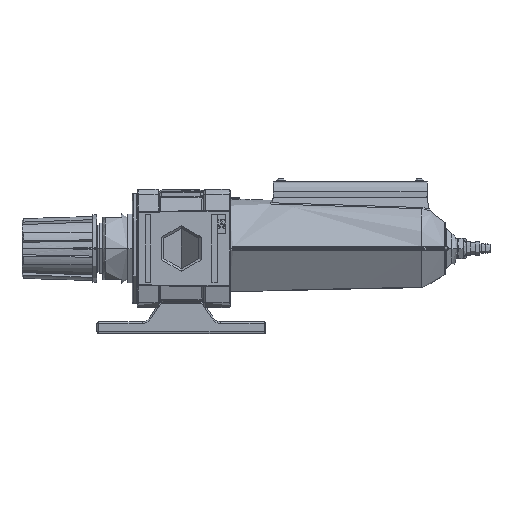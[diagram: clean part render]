
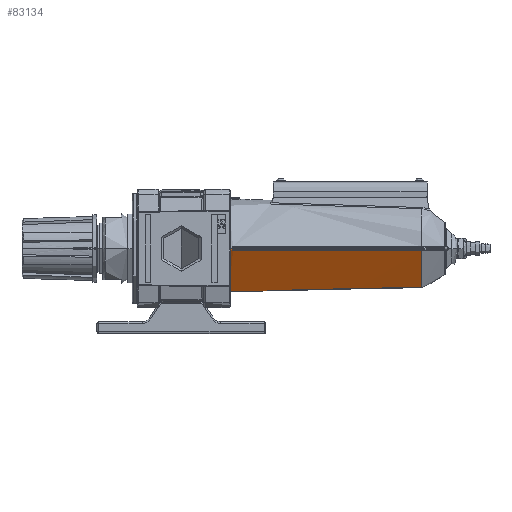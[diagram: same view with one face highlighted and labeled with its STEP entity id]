
A CAD part, left-side view. The second image highlights one B-rep face of the part: STEP entity #83134.
In plain terms, the highlighted conical face has half-angle 1.5 degrees and reference radius 29.259 mm.
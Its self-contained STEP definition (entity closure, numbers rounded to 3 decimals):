
#131 = EDGE_CURVE ( 'NONE', #42450, #110976, #50305, .T. ) ;
#317 = CONICAL_SURFACE ( 'NONE', #76728, 29.259, 0.026 ) ;
#583 = VERTEX_POINT ( 'NONE', #73316 ) ;
#1980 = CARTESIAN_POINT ( 'NONE',  ( -29.207, 0., 65.647 ) ) ;
#3687 = CARTESIAN_POINT ( 'NONE',  ( 29.177, 1., 65.151 ) ) ;
#5140 = CARTESIAN_POINT ( 'NONE',  ( -29.196, 0.759, 65.598 ) ) ;
#6700 = DIRECTION ( 'NONE',  ( 1., 0., 0. ) ) ;
#7345 = DIRECTION ( 'NONE',  ( 1., 0., 0. ) ) ;
#8628 = VERTEX_POINT ( 'NONE', #92457 ) ;
#8955 = CARTESIAN_POINT ( 'NONE',  ( 29.203, 0.5, 65.651 ) ) ;
#13359 = EDGE_CURVE ( 'NONE', #54843, #42450, #76323, .T. ) ;
#14134 = EDGE_LOOP ( 'NONE', ( #113060, #28804, #44473, #17823, #114238, #91448, #51329, #85402, #29041, #17213, #17164 ) ) ;
#14934 = CARTESIAN_POINT ( 'NONE',  ( -29.203, 0.496, 65.651 ) ) ;
#17164 = ORIENTED_EDGE ( 'NONE', *, *, #75225, .T. ) ;
#17213 = ORIENTED_EDGE ( 'NONE', *, *, #30866, .T. ) ;
#17823 = ORIENTED_EDGE ( 'NONE', *, *, #94829, .F. ) ;
#18248 = CARTESIAN_POINT ( 'NONE',  ( 29.203, 0.496, 65.651 ) ) ;
#18901 = VECTOR ( 'NONE', #112767, 1000. ) ;
#21148 = CARTESIAN_POINT ( 'NONE',  ( 26.25, 1., -46.545 ) ) ;
#23232 = CARTESIAN_POINT ( 'NONE',  ( 27.686, 1., 8.273 ) ) ;
#24157 = EDGE_CURVE ( 'NONE', #110093, #72021, #54865, .T. ) ;
#24392 = CARTESIAN_POINT ( 'NONE',  ( 29.2, 0.632, 65.651 ) ) ;
#25345 = EDGE_CURVE ( 'NONE', #102518, #64990, #45513, .T. ) ;
#28804 = ORIENTED_EDGE ( 'NONE', *, *, #24157, .T. ) ;
#29041 = ORIENTED_EDGE ( 'NONE', *, *, #25345, .T. ) ;
#29157 = VECTOR ( 'NONE', #91875, 1000. ) ;
#30866 = EDGE_CURVE ( 'NONE', #64990, #90985, #103986, .T. ) ;
#31885 = CARTESIAN_POINT ( 'NONE',  ( -29.205, 0.33, 65.65 ) ) ;
#32934 = CARTESIAN_POINT ( 'NONE',  ( 26.729, 1., -28.272 ) ) ;
#32952 = CARTESIAN_POINT ( 'NONE',  ( 29.203, 0.497, 65.651 ) ) ;
#33264 = CARTESIAN_POINT ( 'NONE',  ( 29.203, 0.5, 65.651 ) ) ;
#35739 = CARTESIAN_POINT ( 'NONE',  ( 29.259, 0., 67.634 ) ) ;
#35971 = AXIS2_PLACEMENT_3D ( 'NONE', #123319, #65349, #7345 ) ;
#36571 = VERTEX_POINT ( 'NONE', #117384 ) ;
#39517 = CARTESIAN_POINT ( 'NONE',  ( 29.207, 0., 65.647 ) ) ;
#39891 = CARTESIAN_POINT ( 'NONE',  ( 0., 0., 67.634 ) ) ;
#41168 = CARTESIAN_POINT ( 'NONE',  ( 29.203, 0.496, 65.651 ) ) ;
#41543 = CARTESIAN_POINT ( 'NONE',  ( -29.207, 0.165, 65.648 ) ) ;
#41980 = CARTESIAN_POINT ( 'NONE',  ( -26.25, 1., -46.545 ) ) ;
#42450 = VERTEX_POINT ( 'NONE', #41168 ) ;
#42630 = CARTESIAN_POINT ( 'NONE',  ( 29.203, 0.496, 65.651 ) ) ;
#43779 = CARTESIAN_POINT ( 'NONE',  ( 29.185, 0.946, 65.413 ) ) ;
#44473 = ORIENTED_EDGE ( 'NONE', *, *, #99886, .T. ) ;
#45513 = CIRCLE ( 'NONE', #35971, 26.269 ) ;
#49631 = DIRECTION ( 'NONE',  ( 1., 0., 0. ) ) ;
#50305 = B_SPLINE_CURVE_WITH_KNOTS ( 'NONE', 3,
 ( #42630, #32952, #71471, #110376 ),
 .UNSPECIFIED., .F., .F.,
 ( 4, 4 ),
 ( 0., 0. ),
 .UNSPECIFIED. ) ;
#51329 = ORIENTED_EDGE ( 'NONE', *, *, #60681, .T. ) ;
#51699 = CARTESIAN_POINT ( 'NONE',  ( -28.12, 1., 24.807 ) ) ;
#53368 = CARTESIAN_POINT ( 'NONE',  ( -29.177, 1., 65.151 ) ) ;
#53492 = CARTESIAN_POINT ( 'NONE',  ( 29.177, 1., 65.151 ) ) ;
#54843 = VERTEX_POINT ( 'NONE', #39517 ) ;
#54865 = LINE ( 'NONE', #72411, #29157 ) ;
#60681 = EDGE_CURVE ( 'NONE', #110976, #8628, #65397, .T. ) ;
#61464 = CARTESIAN_POINT ( 'NONE',  ( -29.177, 1., 65.151 ) ) ;
#61691 = CARTESIAN_POINT ( 'NONE',  ( 28.68, 1., 46.192 ) ) ;
#63168 = CARTESIAN_POINT ( 'NONE',  ( -29.185, 0.945, 65.414 ) ) ;
#64927 = CARTESIAN_POINT ( 'NONE',  ( -29.177, 1., 65.151 ) ) ;
#64990 = VERTEX_POINT ( 'NONE', #78235 ) ;
#65349 = DIRECTION ( 'NONE',  ( 0., 0., 1. ) ) ;
#65397 = B_SPLINE_CURVE_WITH_KNOTS ( 'NONE', 3,
 ( #33264, #24392, #101817, #43779, #111528, #53492 ),
 .UNSPECIFIED., .F., .F.,
 ( 4, 2, 4 ),
 ( 0., 0., 0.001 ),
 .UNSPECIFIED. ) ;
#67269 = CIRCLE ( 'NONE', #69440, 29.259 ) ;
#68230 = CARTESIAN_POINT ( 'NONE',  ( -29.259, 0., 67.634 ) ) ;
#69440 = AXIS2_PLACEMENT_3D ( 'NONE', #39891, #107691, #49631 ) ;
#71471 = CARTESIAN_POINT ( 'NONE',  ( 29.203, 0.499, 65.651 ) ) ;
#72021 = VERTEX_POINT ( 'NONE', #68230 ) ;
#72411 = CARTESIAN_POINT ( 'NONE',  ( -29.259, 0., 67.634 ) ) ;
#72931 = CARTESIAN_POINT ( 'NONE',  ( -29.2, 0.628, 65.652 ) ) ;
#73316 = CARTESIAN_POINT ( 'NONE',  ( 29.259, 0., 67.634 ) ) ;
#73475 = B_SPLINE_CURVE_WITH_KNOTS ( 'NONE', 3,
 ( #99603, #31885, #41543, #109360 ),
 .UNSPECIFIED., .F., .F.,
 ( 4, 4 ),
 ( 0., 1. ),
 .UNSPECIFIED. ) ;
#74477 = CARTESIAN_POINT ( 'NONE',  ( 0., 0., 67.634 ) ) ;
#75225 = EDGE_CURVE ( 'NONE', #90985, #36571, #105523, .T. ) ;
#76201 = CARTESIAN_POINT ( 'NONE',  ( 29.205, 0.33, 65.65 ) ) ;
#76323 = B_SPLINE_CURVE_WITH_KNOTS ( 'NONE', 3,
 ( #124453, #104996, #76201, #18248 ),
 .UNSPECIFIED., .F., .F.,
 ( 4, 4 ),
 ( 0., 1. ),
 .UNSPECIFIED. ) ;
#76728 = AXIS2_PLACEMENT_3D ( 'NONE', #74477, #93955, #6700 ) ;
#78235 = CARTESIAN_POINT ( 'NONE',  ( -26.25, 1., -46.545 ) ) ;
#81222 = CARTESIAN_POINT ( 'NONE',  ( 28.183, 1., 27.232 ) ) ;
#83134 = ADVANCED_FACE ( 'NONE', ( #89842 ), #317, .T. ) ;
#85402 = ORIENTED_EDGE ( 'NONE', *, *, #98517, .T. ) ;
#89842 = FACE_OUTER_BOUND ( 'NONE', #14134, .T. ) ;
#90332 = CARTESIAN_POINT ( 'NONE',  ( -26.697, 1., -29.485 ) ) ;
#90951 = CARTESIAN_POINT ( 'NONE',  ( 27.207, 1., -10. ) ) ;
#90985 = VERTEX_POINT ( 'NONE', #64927 ) ;
#91448 = ORIENTED_EDGE ( 'NONE', *, *, #131, .T. ) ;
#91875 = DIRECTION ( 'NONE',  ( -0.026, 0., 1. ) ) ;
#92457 = CARTESIAN_POINT ( 'NONE',  ( 29.177, 1., 65.151 ) ) ;
#93955 = DIRECTION ( 'NONE',  ( 0., 0., 1. ) ) ;
#94829 = EDGE_CURVE ( 'NONE', #54843, #583, #121830, .T. ) ;
#98517 = EDGE_CURVE ( 'NONE', #8628, #102518, #109231, .T. ) ;
#99603 = CARTESIAN_POINT ( 'NONE',  ( -29.203, 0.496, 65.651 ) ) ;
#99886 = EDGE_CURVE ( 'NONE', #72021, #583, #67269, .T. ) ;
#100020 = CARTESIAN_POINT ( 'NONE',  ( -27.144, 1., -12.425 ) ) ;
#100659 = CARTESIAN_POINT ( 'NONE',  ( 26.25, 1., -46.545 ) ) ;
#101817 = CARTESIAN_POINT ( 'NONE',  ( 29.196, 0.761, 65.597 ) ) ;
#102518 = VERTEX_POINT ( 'NONE', #21148 ) ;
#103986 = B_SPLINE_CURVE_WITH_KNOTS ( 'NONE', 3,
 ( #41980, #90332, #100020, #109746, #51699, #119465, #61464 ),
 .UNSPECIFIED., .F., .F.,
 ( 4, 3, 4 ),
 ( 0., 0.051, 0.112 ),
 .UNSPECIFIED. ) ;
#104996 = CARTESIAN_POINT ( 'NONE',  ( 29.207, 0.165, 65.648 ) ) ;
#105523 = B_SPLINE_CURVE_WITH_KNOTS ( 'NONE', 3,
 ( #53368, #121154, #63168, #5140, #72931, #14934 ),
 .UNSPECIFIED., .F., .F.,
 ( 4, 2, 4 ),
 ( 0., 0., 0.001 ),
 .UNSPECIFIED. ) ;
#105543 = EDGE_CURVE ( 'NONE', #36571, #110093, #73475, .T. ) ;
#107691 = DIRECTION ( 'NONE',  ( 0., 0., -1. ) ) ;
#109231 = B_SPLINE_CURVE_WITH_KNOTS ( 'NONE', 3,
 ( #3687, #61691, #81222, #23232, #90951, #32934, #100659 ),
 .UNSPECIFIED., .F., .F.,
 ( 4, 3, 4 ),
 ( 0., 0.057, 0.112 ),
 .UNSPECIFIED. ) ;
#109360 = CARTESIAN_POINT ( 'NONE',  ( -29.207, 0., 65.647 ) ) ;
#109746 = CARTESIAN_POINT ( 'NONE',  ( -27.591, 1., 4.635 ) ) ;
#110093 = VERTEX_POINT ( 'NONE', #1980 ) ;
#110376 = CARTESIAN_POINT ( 'NONE',  ( 29.203, 0.5, 65.651 ) ) ;
#110976 = VERTEX_POINT ( 'NONE', #8955 ) ;
#111528 = CARTESIAN_POINT ( 'NONE',  ( 29.18, 1., 65.283 ) ) ;
#112767 = DIRECTION ( 'NONE',  ( 0.026, 0., 1. ) ) ;
#113060 = ORIENTED_EDGE ( 'NONE', *, *, #105543, .T. ) ;
#114238 = ORIENTED_EDGE ( 'NONE', *, *, #13359, .T. ) ;
#117384 = CARTESIAN_POINT ( 'NONE',  ( -29.203, 0.496, 65.651 ) ) ;
#119465 = CARTESIAN_POINT ( 'NONE',  ( -28.648, 1., 44.979 ) ) ;
#121154 = CARTESIAN_POINT ( 'NONE',  ( -29.18, 1., 65.284 ) ) ;
#121830 = LINE ( 'NONE', #35739, #18901 ) ;
#123319 = CARTESIAN_POINT ( 'NONE',  ( 0., 0., -46.545 ) ) ;
#124453 = CARTESIAN_POINT ( 'NONE',  ( 29.207, 0., 65.647 ) ) ;
